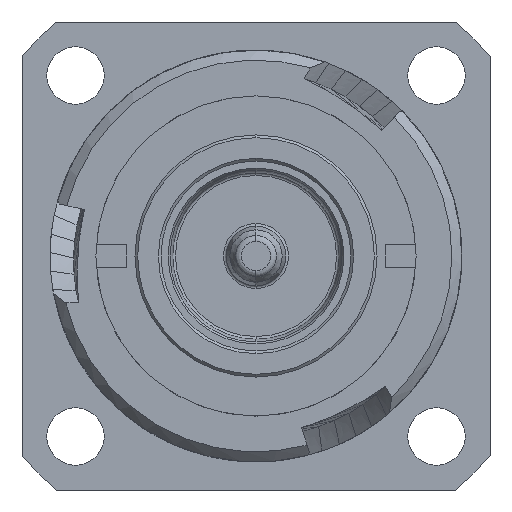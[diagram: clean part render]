
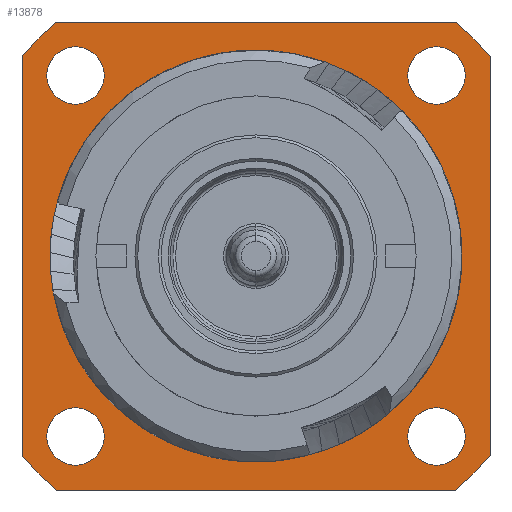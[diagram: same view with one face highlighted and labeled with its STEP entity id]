
A CAD part, left-side view. The second image highlights one B-rep face of the part: STEP entity #13878.
In plain terms, the highlighted planar face has unit normal (-1, 0, 0).
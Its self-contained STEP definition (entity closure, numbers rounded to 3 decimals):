
#313=CARTESIAN_POINT('',(23.15,0.,0.));
#314=DIRECTION('',(1.,0.,0.));
#315=DIRECTION('',(0.,1.,0.));
#316=AXIS2_PLACEMENT_3D('',#313,#314,#315);
#1257=CARTESIAN_POINT('',(23.15,0.,0.));
#1258=DIRECTION('',(-1.,0.,0.));
#1259=DIRECTION('',(0.,1.,0.));
#1260=AXIS2_PLACEMENT_3D('',#1257,#1258,#1259);
#2929=DIRECTION('',(0.,1.,0.));
#2930=VECTOR('',#2929,29.88);
#2931=CARTESIAN_POINT('',(23.15,-14.94,-17.5));
#2932=LINE('691',#2931,#2930);
#2933=CARTESIAN_POINT('',(23.15,0.,0.));
#2934=DIRECTION('',(-1.,0.,0.));
#2935=DIRECTION('',(0.,0.761,-0.649));
#2936=AXIS2_PLACEMENT_3D('',#2933,#2934,#2935);
#2938=DIRECTION('',(0.,0.,1.));
#2939=VECTOR('',#2938,29.88);
#2940=CARTESIAN_POINT('',(23.15,17.5,-14.94));
#2941=LINE('694',#2940,#2939);
#2942=CARTESIAN_POINT('',(23.15,0.,0.));
#2943=DIRECTION('',(1.,0.,0.));
#2944=DIRECTION('',(0.,0.761,0.649));
#2945=AXIS2_PLACEMENT_3D('',#2942,#2943,#2944);
#2947=DIRECTION('',(0.,-1.,0.));
#2948=VECTOR('',#2947,29.88);
#2949=CARTESIAN_POINT('',(23.15,14.94,17.5));
#2950=LINE('693',#2949,#2948);
#2951=CARTESIAN_POINT('',(23.15,0.,0.));
#2952=DIRECTION('',(1.,0.,0.));
#2953=DIRECTION('',(0.,-0.649,0.761));
#2954=AXIS2_PLACEMENT_3D('',#2951,#2952,#2953);
#2956=DIRECTION('',(0.,0.,-1.));
#2957=VECTOR('',#2956,29.88);
#2958=CARTESIAN_POINT('',(23.15,-17.5,14.94));
#2959=LINE('692',#2958,#2957);
#2960=CARTESIAN_POINT('',(23.15,0.,0.));
#2961=DIRECTION('',(-1.,0.,0.));
#2962=DIRECTION('',(0.,-0.649,-0.761));
#2963=AXIS2_PLACEMENT_3D('',#2960,#2961,#2962);
#2965=CARTESIAN_POINT('',(23.15,13.5,-13.5));
#2966=DIRECTION('',(-1.,0.,0.));
#2967=DIRECTION('',(0.,0.,1.));
#2968=AXIS2_PLACEMENT_3D('',#2965,#2966,#2967);
#2970=CARTESIAN_POINT('',(23.15,13.5,-13.5));
#2971=DIRECTION('',(-1.,0.,0.));
#2972=DIRECTION('',(0.,0.,-1.));
#2973=AXIS2_PLACEMENT_3D('',#2970,#2971,#2972);
#2975=CARTESIAN_POINT('',(23.15,13.5,13.5));
#2976=DIRECTION('',(-1.,0.,0.));
#2977=DIRECTION('',(0.,0.,1.));
#2978=AXIS2_PLACEMENT_3D('',#2975,#2976,#2977);
#2980=CARTESIAN_POINT('',(23.15,13.5,13.5));
#2981=DIRECTION('',(-1.,0.,0.));
#2982=DIRECTION('',(0.,0.,-1.));
#2983=AXIS2_PLACEMENT_3D('',#2980,#2981,#2982);
#2985=CARTESIAN_POINT('',(23.15,-13.5,13.5));
#2986=DIRECTION('',(-1.,0.,0.));
#2987=DIRECTION('',(0.,0.,1.));
#2988=AXIS2_PLACEMENT_3D('',#2985,#2986,#2987);
#2990=CARTESIAN_POINT('',(23.15,-13.5,13.5));
#2991=DIRECTION('',(-1.,0.,0.));
#2992=DIRECTION('',(0.,0.,-1.));
#2993=AXIS2_PLACEMENT_3D('',#2990,#2991,#2992);
#2995=CARTESIAN_POINT('',(23.15,-13.5,-13.5));
#2996=DIRECTION('',(-1.,0.,0.));
#2997=DIRECTION('',(0.,0.,1.));
#2998=AXIS2_PLACEMENT_3D('',#2995,#2996,#2997);
#3000=CARTESIAN_POINT('',(23.15,-13.5,-13.5));
#3001=DIRECTION('',(-1.,0.,0.));
#3002=DIRECTION('',(0.,0.,-1.));
#3003=AXIS2_PLACEMENT_3D('',#3000,#3001,#3002);
#5601=CARTESIAN_POINT('',(23.15,15.4,0.));
#5602=CARTESIAN_POINT('',(23.15,-15.4,0.));
#5603=VERTEX_POINT('',#5601);
#5604=VERTEX_POINT('',#5602);
#5621=CARTESIAN_POINT('',(23.15,-14.94,-17.5));
#5622=CARTESIAN_POINT('',(23.15,14.94,-17.5));
#5623=VERTEX_POINT('',#5621);
#5624=VERTEX_POINT('',#5622);
#5625=CARTESIAN_POINT('',(23.15,-17.5,14.94));
#5626=CARTESIAN_POINT('',(23.15,-17.5,-14.94));
#5627=VERTEX_POINT('',#5625);
#5628=VERTEX_POINT('',#5626);
#5629=CARTESIAN_POINT('',(23.15,14.94,17.5));
#5630=CARTESIAN_POINT('',(23.15,-14.94,17.5));
#5631=VERTEX_POINT('',#5629);
#5632=VERTEX_POINT('',#5630);
#5633=CARTESIAN_POINT('',(23.15,17.5,-14.94));
#5634=CARTESIAN_POINT('',(23.15,17.5,14.94));
#5635=VERTEX_POINT('',#5633);
#5636=VERTEX_POINT('',#5634);
#6126=CARTESIAN_POINT('',(23.15,13.5,-11.35));
#6127=CARTESIAN_POINT('',(23.15,13.5,-15.65));
#6128=VERTEX_POINT('',#6126);
#6129=VERTEX_POINT('',#6127);
#6130=CARTESIAN_POINT('',(23.15,13.5,15.65));
#6131=CARTESIAN_POINT('',(23.15,13.5,11.35));
#6132=VERTEX_POINT('',#6130);
#6133=VERTEX_POINT('',#6131);
#6134=CARTESIAN_POINT('',(23.15,-13.5,15.65));
#6135=CARTESIAN_POINT('',(23.15,-13.5,11.35));
#6136=VERTEX_POINT('',#6134);
#6137=VERTEX_POINT('',#6135);
#6138=CARTESIAN_POINT('',(23.15,-13.5,-11.35));
#6139=CARTESIAN_POINT('',(23.15,-13.5,-15.65));
#6140=VERTEX_POINT('',#6138);
#6141=VERTEX_POINT('',#6139);
#13827=CARTESIAN_POINT('',(23.15,0.,0.));
#13828=DIRECTION('',(1.,0.,0.));
#13829=DIRECTION('',(0.,-1.,0.));
#13830=AXIS2_PLACEMENT_3D('',#13827,#13828,#13829);
#13831=PLANE('250',#13830);
#13833=ORIENTED_EDGE('691',*,*,#13832,.T.);
#13835=ORIENTED_EDGE('820',*,*,#13834,.F.);
#13837=ORIENTED_EDGE('694',*,*,#13836,.T.);
#13839=ORIENTED_EDGE('816',*,*,#13838,.T.);
#13841=ORIENTED_EDGE('693',*,*,#13840,.T.);
#13843=ORIENTED_EDGE('817',*,*,#13842,.T.);
#13845=ORIENTED_EDGE('692',*,*,#13844,.T.);
#13847=ORIENTED_EDGE('821',*,*,#13846,.F.);
#13848=EDGE_LOOP('250',(#13833,#13835,#13837,#13839,#13841,#13843,#13845,
#13847));
#13849=FACE_OUTER_BOUND('250',#13848,.F.);
#13850=ORIENTED_EDGE('686',*,*,#7309,.T.);
#13851=ORIENTED_EDGE('684',*,*,#6996,.F.);
#13852=EDGE_LOOP('250',(#13850,#13851));
#13853=FACE_BOUND('250',#13852,.F.);
#13855=ORIENTED_EDGE('1257',*,*,#13854,.T.);
#13857=ORIENTED_EDGE('1258',*,*,#13856,.T.);
#13858=EDGE_LOOP('250',(#13855,#13857));
#13859=FACE_BOUND('250',#13858,.F.);
#13861=ORIENTED_EDGE('1259',*,*,#13860,.T.);
#13863=ORIENTED_EDGE('1260',*,*,#13862,.T.);
#13864=EDGE_LOOP('250',(#13861,#13863));
#13865=FACE_BOUND('250',#13864,.F.);
#13867=ORIENTED_EDGE('1261',*,*,#13866,.T.);
#13869=ORIENTED_EDGE('1262',*,*,#13868,.T.);
#13870=EDGE_LOOP('250',(#13867,#13869));
#13871=FACE_BOUND('250',#13870,.F.);
#13873=ORIENTED_EDGE('1263',*,*,#13872,.T.);
#13875=ORIENTED_EDGE('1264',*,*,#13874,.T.);
#13876=EDGE_LOOP('250',(#13873,#13875));
#13877=FACE_BOUND('250',#13876,.F.);
#317=CIRCLE('684',#316,15.4);
#1261=CIRCLE('686',#1260,15.4);
#2937=CIRCLE('820',#2936,23.01);
#2946=CIRCLE('816',#2945,23.01);
#2955=CIRCLE('817',#2954,23.01);
#2964=CIRCLE('821',#2963,23.01);
#2969=CIRCLE('1257',#2968,2.15);
#2974=CIRCLE('1258',#2973,2.15);
#2979=CIRCLE('1259',#2978,2.15);
#2984=CIRCLE('1260',#2983,2.15);
#2989=CIRCLE('1261',#2988,2.15);
#2994=CIRCLE('1262',#2993,2.15);
#2999=CIRCLE('1263',#2998,2.15);
#3004=CIRCLE('1264',#3003,2.15);
#6996=EDGE_CURVE('684',#5603,#5604,#317,.T.);
#7309=EDGE_CURVE('686',#5603,#5604,#1261,.T.);
#13832=EDGE_CURVE('691',#5623,#5624,#2932,.T.);
#13834=EDGE_CURVE('820',#5635,#5624,#2937,.T.);
#13836=EDGE_CURVE('694',#5635,#5636,#2941,.T.);
#13838=EDGE_CURVE('816',#5636,#5631,#2946,.T.);
#13840=EDGE_CURVE('693',#5631,#5632,#2950,.T.);
#13842=EDGE_CURVE('817',#5632,#5627,#2955,.T.);
#13844=EDGE_CURVE('692',#5627,#5628,#2959,.T.);
#13846=EDGE_CURVE('821',#5623,#5628,#2964,.T.);
#13854=EDGE_CURVE('1257',#6128,#6129,#2969,.T.);
#13856=EDGE_CURVE('1258',#6129,#6128,#2974,.T.);
#13860=EDGE_CURVE('1259',#6132,#6133,#2979,.T.);
#13862=EDGE_CURVE('1260',#6133,#6132,#2984,.T.);
#13866=EDGE_CURVE('1261',#6136,#6137,#2989,.T.);
#13868=EDGE_CURVE('1262',#6137,#6136,#2994,.T.);
#13872=EDGE_CURVE('1263',#6140,#6141,#2999,.T.);
#13874=EDGE_CURVE('1264',#6141,#6140,#3004,.T.);
#13878=ADVANCED_FACE('250',(#13849,#13853,#13859,#13865,#13871,#13877),#13831,
.F.);
